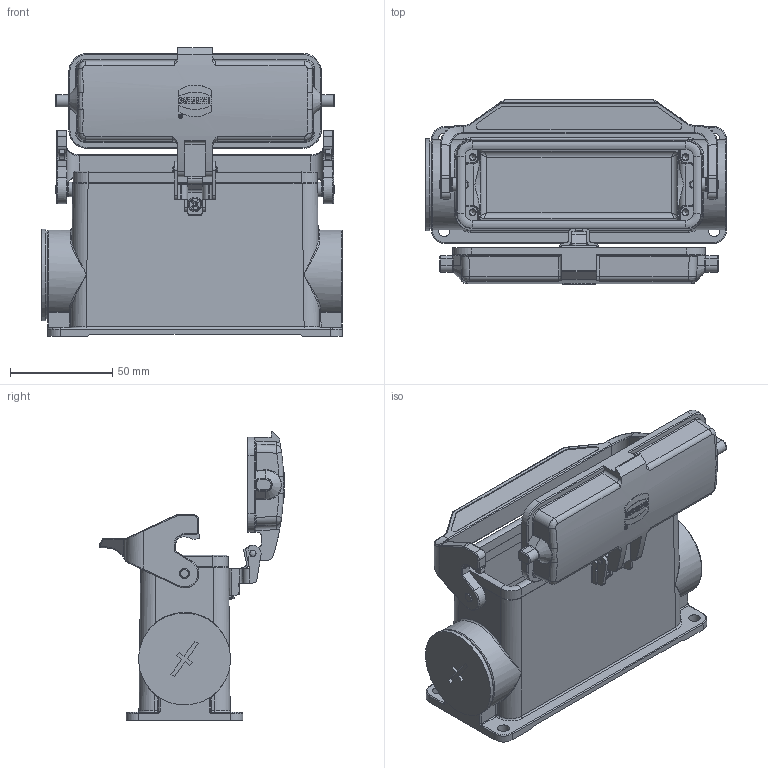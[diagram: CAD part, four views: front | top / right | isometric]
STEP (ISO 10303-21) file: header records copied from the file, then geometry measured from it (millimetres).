
FILE_DESCRIPTION((''),'2;1');
FILE_NAME('05300242272.stp','2020-07-14T15:34:47',('e.eickhoff'),(''),'Autodesk Inventor 2012','Autodesk Inventor 2012','');
FILE_SCHEMA(('AUTOMOTIVE_DESIGN { 1 0 10303 214 1 1 1 1 }'));
Length unit declared in the file: millimetre
Products named in the file (3): 05300242272; KBRM40
Assembly tree (2 placements, depth 2):
  05300242272
    05300242272
    KBRM40
Bounding box: 147 x 90.27 x 141.13 mm (x, y, z)
Volume: 190684.8 mm3; surface area: 106018.8 mm2
Topology: 4 solids, 4 shells, 961 faces, 2505 edges, 1562 vertices
Faces by surface type: plane 361, cylinder 311, bspline 189, torus 61, cone 33, sphere 6
Full cylindrical faces by diameter (mm): 3 x6, 4 x2, 4.8 x2, 5.6 x4, 7 x3, 40.5 x3, 43 x1, 45 x1
Entity records: 34698 total; most frequent: CARTESIAN_POINT 11345, ORIENTED_EDGE 4842, DIRECTION 4645, EDGE_CURVE 2421, AXIS2_PLACEMENT_3D 1696, VERTEX_POINT 1539, VECTOR 1253, LINE 1253
